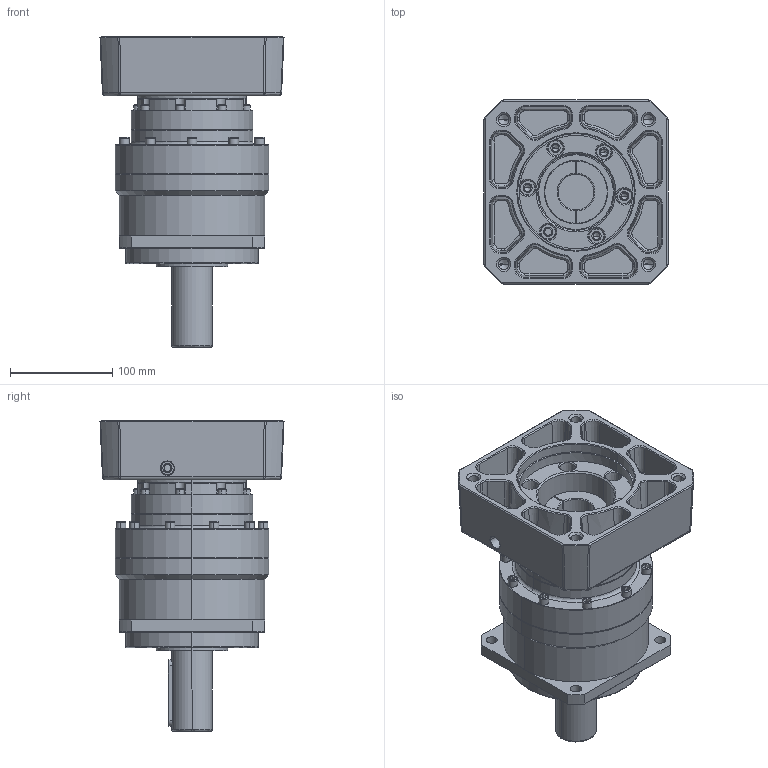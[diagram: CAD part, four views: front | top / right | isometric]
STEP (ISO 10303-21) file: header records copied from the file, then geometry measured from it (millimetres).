
FILE_DESCRIPTION (( 'STEP AP214' ), '1' );
FILE_NAME ('PB142-L2-35-114.3-200M12.STEP', '2022-02-19T06:00:55', ( 'admin' ), ( '' ), 'SwSTEP 2.0', 'SolidWorks 2013', '' );
FILE_SCHEMA (( 'AUTOMOTIVE_DESIGN' ));
Length unit declared in the file: millimetre
Products named in the file (4): PB115-114.3-200M12-82; PB142-L2_X2_58F34F537AEF_X0_; PB142_X2_8F9351FA7AEF_X0_; PB142-L2-35-114.3-200M12
Assembly tree (3 placements, depth 2):
  PB142-L2-35-114.3-200M12
    PB142_X2_8F9351FA7AEF_X0_
    PB142-L2_X2_58F34F537AEF_X0_
    PB115-114.3-200M12-82
Bounding box: 180 x 180 x 304 mm (x, y, z)
Volume: 3517944.3 mm3; surface area: 351398.4 mm2
Topology: 3 solids, 3 shells, 973 faces, 2395 edges, 1442 vertices
Faces by surface type: cone 348, plane 315, cylinder 225, bspline 85
Entity records: 42516 total; most frequent: CARTESIAN_POINT 9200, DIRECTION 4792, ORIENTED_EDGE 4610, EDGE_CURVE 2305, AXIS2_PLACEMENT_3D 1820, VERTEX_POINT 1436, VECTOR 1152, LINE 1152
